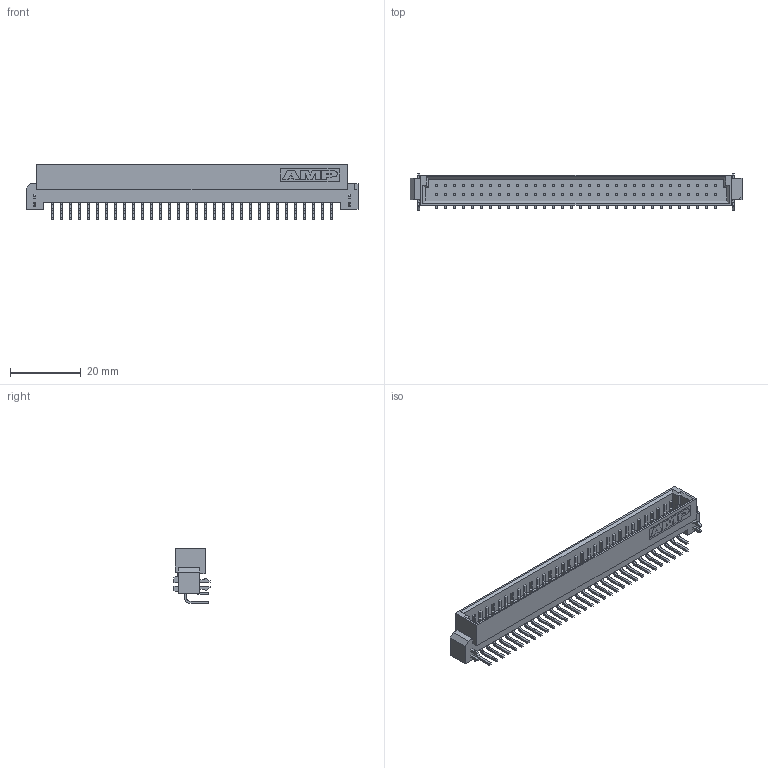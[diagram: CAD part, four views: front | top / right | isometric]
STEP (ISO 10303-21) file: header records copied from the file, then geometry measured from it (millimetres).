
FILE_DESCRIPTION((''),'2;1');
FILE_NAME('C-5536385-5','2009-09-14T',('workeradm'),(''),'PRO/ENGINEER BY PARAMETRIC TECHNOLOGY CORPORATION, 2008380','PRO/ENGINEER BY PARAMETRIC TECHNOLOGY CORPORATION, 2008380','');
FILE_SCHEMA(('AUTOMOTIVE_DESIGN { 1 0 10303 214 1 1 1 1 }'));
Length unit declared in the file: millimetre
Products named in the file (1): C-5536385-5
Bounding box: 93.85 x 10.2 x 15.51 mm (x, y, z)
Volume: 4308.7 mm3; surface area: 6968.4 mm2
Topology: 1 solids, 1 shells, 1286 faces, 3382 edges, 2252 vertices
Faces by surface type: plane 1147, cylinder 137, extrusion 2
Entity records: 39126 total; most frequent: CARTESIAN_POINT 6959, ORIENTED_EDGE 6764, DIRECTION 6222, EDGE_CURVE 3382, VECTOR 3106, LINE 3104, VERTEX_POINT 2252, AXIS2_PLACEMENT_3D 1558
